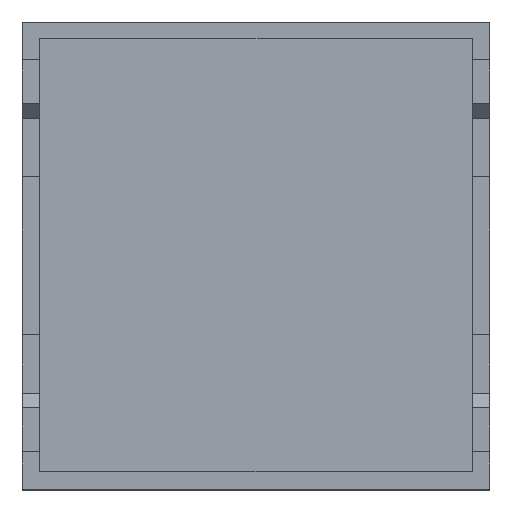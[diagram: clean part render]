
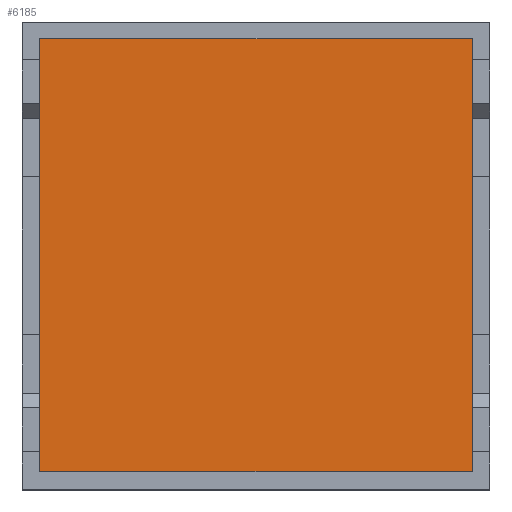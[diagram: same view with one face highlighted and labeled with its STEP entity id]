
A CAD part, top view. The second image highlights one B-rep face of the part: STEP entity #6185.
In plain terms, the highlighted planar face has unit normal (0, 0, 1).
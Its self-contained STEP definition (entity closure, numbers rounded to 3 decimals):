
#54=PLANE('',#6537);
#381=LINE('',#8609,#1241);
#384=LINE('',#8615,#1244);
#387=LINE('',#8621,#1247);
#390=LINE('',#8625,#1250);
#1241=VECTOR('',#6962,10.);
#1244=VECTOR('',#6967,10.);
#1247=VECTOR('',#6972,10.);
#1250=VECTOR('',#6977,10.);
#2103=FACE_OUTER_BOUND('',#2433,.T.);
#2433=EDGE_LOOP('',(#4404,#4405,#4406,#4407));
#2863=VERTEX_POINT('',#8606);
#2864=VERTEX_POINT('',#8608);
#2866=VERTEX_POINT('',#8614);
#2868=VERTEX_POINT('',#8620);
#3463=EDGE_CURVE('',#2864,#2863,#381,.T.);
#3466=EDGE_CURVE('',#2866,#2864,#384,.T.);
#3469=EDGE_CURVE('',#2868,#2866,#387,.T.);
#3472=EDGE_CURVE('',#2863,#2868,#390,.T.);
#4404=ORIENTED_EDGE('',*,*,#3472,.T.);
#4405=ORIENTED_EDGE('',*,*,#3469,.T.);
#4406=ORIENTED_EDGE('',*,*,#3466,.T.);
#4407=ORIENTED_EDGE('',*,*,#3463,.T.);
#6185=ADVANCED_FACE('',(#2103),#54,.T.);
#6537=AXIS2_PLACEMENT_3D('',#8626,#6978,#6979);
#6962=DIRECTION('',(1.,0.,0.));
#6967=DIRECTION('',(0.,-1.,0.));
#6972=DIRECTION('',(-1.,0.,0.));
#6977=DIRECTION('',(0.,1.,0.));
#6978=DIRECTION('center_axis',(0.,0.,
1.));
#6979=DIRECTION('ref_axis',(1.,0.,0.));
#8606=CARTESIAN_POINT('',(3.7,-3.7,11.15));
#8608=CARTESIAN_POINT('',(-3.7,-3.7,11.15));
#8609=CARTESIAN_POINT('',(-3.7,-3.7,11.15));
#8614=CARTESIAN_POINT('',(-3.7,3.7,11.15));
#8615=CARTESIAN_POINT('',(-3.7,3.7,11.15));
#8620=CARTESIAN_POINT('',(3.7,3.7,11.15));
#8621=CARTESIAN_POINT('',(3.7,3.7,11.15));
#8625=CARTESIAN_POINT('',(3.7,-3.7,11.15));
#8626=CARTESIAN_POINT('Origin',(0.,0.,
11.15));
